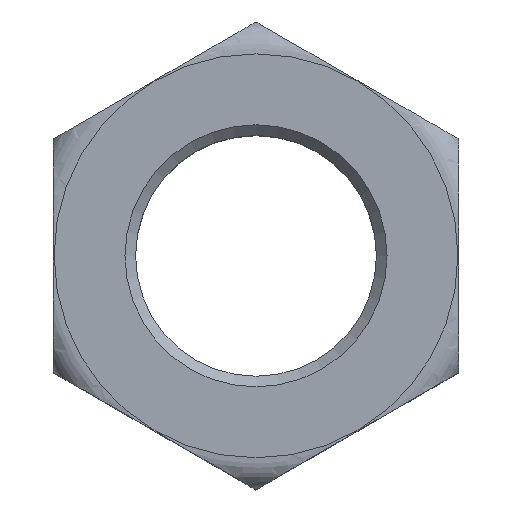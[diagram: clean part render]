
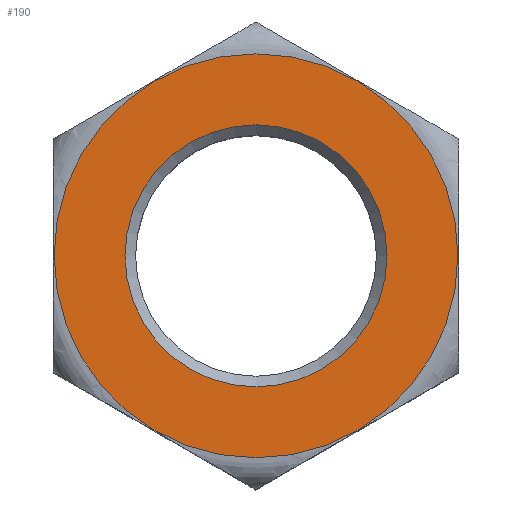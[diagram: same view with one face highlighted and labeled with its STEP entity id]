
A CAD part, top view. The second image highlights one B-rep face of the part: STEP entity #190.
In plain terms, the highlighted planar face has unit normal (0, 0, 1).
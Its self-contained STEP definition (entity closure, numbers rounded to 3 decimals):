
#40=PLANE($,#211);
#52=FACE_BOUND($,#77,.T.);
#59=FACE_OUTER_BOUND($,#76,.T.);
#76=EDGE_LOOP($,(#144));
#77=EDGE_LOOP($,(#145));
#92=CIRCLE($,#210,6.164);
#93=CIRCLE($,#212,9.5);
#98=VERTEX_POINT($,#280);
#99=VERTEX_POINT($,#283);
#116=EDGE_CURVE($,#98,#98,#92,.T.);
#117=EDGE_CURVE($,#99,#99,#93,.T.);
#144=ORIENTED_EDGE($,*,*,#117,.F.);
#145=ORIENTED_EDGE($,*,*,#116,.F.);
#190=ADVANCED_FACE($,(#59,#52),#40,.F.);
#210=AXIS2_PLACEMENT_3D($,#281,#239,#240);
#211=AXIS2_PLACEMENT_3D($,#282,#241,#242);
#212=AXIS2_PLACEMENT_3D($,#284,#243,#244);
#239=DIRECTION('center_axis',(0.,0.,1.));
#240=DIRECTION('ref_axis',(-1.,0.,0.));
#241=DIRECTION('center_axis',(0.,0.,-1.));
#242=DIRECTION('ref_axis',(-1.,0.,0.));
#243=DIRECTION('center_axis',(0.,0.,-1.));
#244=DIRECTION('ref_axis',(-1.,0.,0.));
#280=CARTESIAN_POINT('',(6.164,0.,5.5));
#281=CARTESIAN_POINT('Origin',(0.,0.,5.5));
#282=CARTESIAN_POINT('Origin',(0.,0.,5.5));
#283=CARTESIAN_POINT('',(9.5,0.,5.5));
#284=CARTESIAN_POINT('Origin',(0.,0.,5.5));
